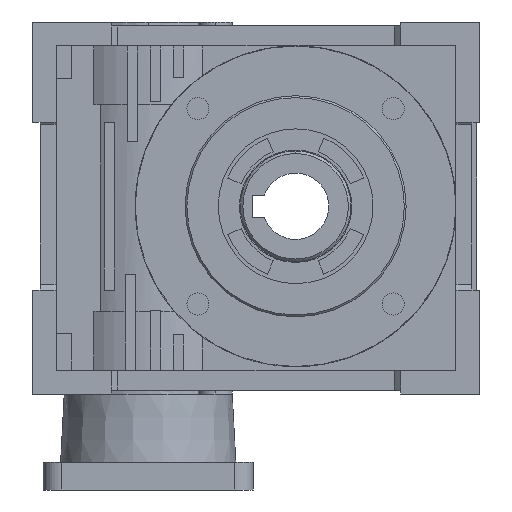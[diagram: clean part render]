
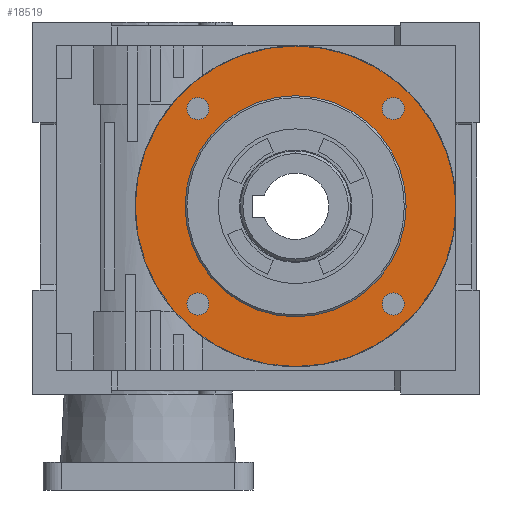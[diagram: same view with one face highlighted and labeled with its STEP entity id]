
A CAD part, left-side view. The second image highlights one B-rep face of the part: STEP entity #18519.
In plain terms, the highlighted planar face has unit normal (-1, 0, 0).
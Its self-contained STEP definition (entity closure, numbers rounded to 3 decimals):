
#15 = ORIENTED_EDGE ( 'NONE', *, *, #7139, .T. ) ;
#289 = DIRECTION ( 'NONE',  ( 0., -1., 0. ) ) ;
#297 = EDGE_LOOP ( 'NONE', ( #22310, #6323 ) ) ;
#314 = VERTEX_POINT ( 'NONE', #5597 ) ;
#704 = CARTESIAN_POINT ( 'NONE',  ( -36.5, 0., 0. ) ) ;
#856 = AXIS2_PLACEMENT_3D ( 'NONE', #13349, #4927, #20525 ) ;
#1122 = AXIS2_PLACEMENT_3D ( 'NONE', #12036, #6733, #5287 ) ;
#1231 = FACE_BOUND ( 'NONE', #20984, .T. ) ;
#1400 = CARTESIAN_POINT ( 'NONE',  ( -36.5, -26.517, -26.517 ) ) ;
#1819 = VERTEX_POINT ( 'NONE', #13784 ) ;
#2065 = AXIS2_PLACEMENT_3D ( 'NONE', #12225, #12002, #15538 ) ;
#2121 = VERTEX_POINT ( 'NONE', #14944 ) ;
#2192 = DIRECTION ( 'NONE',  ( 0., 0., -1. ) ) ;
#2416 = PLANE ( 'NONE',  #4947 ) ;
#2660 = ORIENTED_EDGE ( 'NONE', *, *, #11894, .F. ) ;
#3224 = CIRCLE ( 'NONE', #856, 3. ) ;
#3330 = DIRECTION ( 'NONE',  ( 1., 0., 0. ) ) ;
#3650 = CIRCLE ( 'NONE', #2065, 3. ) ;
#3730 = CIRCLE ( 'NONE', #9485, 3. ) ;
#3964 = AXIS2_PLACEMENT_3D ( 'NONE', #21091, #7229, #289 ) ;
#3970 = CARTESIAN_POINT ( 'NONE',  ( -36.5, -26.517, -23.517 ) ) ;
#3990 = FACE_BOUND ( 'NONE', #5057, .T. ) ;
#4527 = EDGE_LOOP ( 'NONE', ( #19388, #9706 ) ) ;
#4927 = DIRECTION ( 'NONE',  ( 1., 0., 0. ) ) ;
#4947 = AXIS2_PLACEMENT_3D ( 'NONE', #704, #14504, #2192 ) ;
#5057 = EDGE_LOOP ( 'NONE', ( #15, #20004 ) ) ;
#5287 = DIRECTION ( 'NONE',  ( 0., 0., -1. ) ) ;
#5355 = VERTEX_POINT ( 'NONE', #22168 ) ;
#5401 = CARTESIAN_POINT ( 'NONE',  ( -36.5, 0., 0. ) ) ;
#5597 = CARTESIAN_POINT ( 'NONE',  ( -36.5, 0., 30. ) ) ;
#5681 = CARTESIAN_POINT ( 'NONE',  ( -36.5, 26.517, -23.517 ) ) ;
#5777 = ORIENTED_EDGE ( 'NONE', *, *, #19154, .T. ) ;
#5966 = EDGE_CURVE ( 'NONE', #314, #15478, #11677, .T. ) ;
#5978 = DIRECTION ( 'NONE',  ( 1., 0., 0. ) ) ;
#6156 = DIRECTION ( 'NONE',  ( 1., 0., 0. ) ) ;
#6323 = ORIENTED_EDGE ( 'NONE', *, *, #8216, .T. ) ;
#6394 = AXIS2_PLACEMENT_3D ( 'NONE', #20981, #3330, #15656 ) ;
#6432 = FACE_BOUND ( 'NONE', #297, .T. ) ;
#6532 = EDGE_CURVE ( 'NONE', #22435, #20329, #22382, .T. ) ;
#6601 = CIRCLE ( 'NONE', #6394, 3. ) ;
#6687 = EDGE_CURVE ( 'NONE', #5355, #1819, #3224, .T. ) ;
#6733 = DIRECTION ( 'NONE',  ( 1., 0., 0. ) ) ;
#6937 = EDGE_CURVE ( 'NONE', #2121, #12238, #16547, .T. ) ;
#7011 = EDGE_CURVE ( 'NONE', #12001, #17312, #3730, .T. ) ;
#7139 = EDGE_CURVE ( 'NONE', #1819, #5355, #13477, .T. ) ;
#7229 = DIRECTION ( 'NONE',  ( 1., 0., 0. ) ) ;
#7622 = AXIS2_PLACEMENT_3D ( 'NONE', #12855, #5978, #9218 ) ;
#8216 = EDGE_CURVE ( 'NONE', #20329, #22435, #6601, .T. ) ;
#8332 = CARTESIAN_POINT ( 'NONE',  ( -36.5, 26.517, 26.517 ) ) ;
#8461 = CARTESIAN_POINT ( 'NONE',  ( -36.5, 26.517, -29.517 ) ) ;
#8472 = DIRECTION ( 'NONE',  ( 1., 0., 0. ) ) ;
#9218 = DIRECTION ( 'NONE',  ( 0., 1., 0. ) ) ;
#9352 = EDGE_CURVE ( 'NONE', #12238, #2121, #17136, .T. ) ;
#9485 = AXIS2_PLACEMENT_3D ( 'NONE', #8332, #8472, #17102 ) ;
#9596 = CARTESIAN_POINT ( 'NONE',  ( -36.5, 0., 0. ) ) ;
#9706 = ORIENTED_EDGE ( 'NONE', *, *, #7011, .T. ) ;
#10109 = EDGE_CURVE ( 'NONE', #17312, #12001, #15427, .T. ) ;
#10119 = DIRECTION ( 'NONE',  ( 1., 0., 0. ) ) ;
#10367 = AXIS2_PLACEMENT_3D ( 'NONE', #17483, #19565, #10680 ) ;
#10497 = AXIS2_PLACEMENT_3D ( 'NONE', #1400, #10119, #17262 ) ;
#10680 = DIRECTION ( 'NONE',  ( 0., 0., -1. ) ) ;
#11479 = VERTEX_POINT ( 'NONE', #15215 ) ;
#11517 = DIRECTION ( 'NONE',  ( 0., 0., -1. ) ) ;
#11558 = CARTESIAN_POINT ( 'NONE',  ( -36.5, 0., 0. ) ) ;
#11677 = CIRCLE ( 'NONE', #20295, 30. ) ;
#11894 = EDGE_CURVE ( 'NONE', #15478, #314, #18845, .T. ) ;
#12001 = VERTEX_POINT ( 'NONE', #20133 ) ;
#12002 = DIRECTION ( 'NONE',  ( 1., 0., 0. ) ) ;
#12036 = CARTESIAN_POINT ( 'NONE',  ( -36.5, 26.517, 26.517 ) ) ;
#12225 = CARTESIAN_POINT ( 'NONE',  ( -36.5, -26.517, -26.517 ) ) ;
#12238 = VERTEX_POINT ( 'NONE', #21962 ) ;
#12332 = ORIENTED_EDGE ( 'NONE', *, *, #6937, .F. ) ;
#12855 = CARTESIAN_POINT ( 'NONE',  ( -36.5, -26.517, 26.517 ) ) ;
#13349 = CARTESIAN_POINT ( 'NONE',  ( -36.5, -26.517, 26.517 ) ) ;
#13477 = CIRCLE ( 'NONE', #7622, 3. ) ;
#13495 = EDGE_CURVE ( 'NONE', #18035, #11479, #19300, .T. ) ;
#13744 = FACE_BOUND ( 'NONE', #4527, .T. ) ;
#13784 = CARTESIAN_POINT ( 'NONE',  ( -36.5, -26.517, 29.517 ) ) ;
#14504 = DIRECTION ( 'NONE',  ( -1., 0., 0. ) ) ;
#14604 = CARTESIAN_POINT ( 'NONE',  ( -36.5, 26.517, 29.517 ) ) ;
#14870 = FACE_OUTER_BOUND ( 'NONE', #16311, .T. ) ;
#14944 = CARTESIAN_POINT ( 'NONE',  ( -36.5, 0., -43.51 ) ) ;
#15215 = CARTESIAN_POINT ( 'NONE',  ( -36.5, -26.517, -29.517 ) ) ;
#15427 = CIRCLE ( 'NONE', #1122, 3. ) ;
#15478 = VERTEX_POINT ( 'NONE', #20882 ) ;
#15538 = DIRECTION ( 'NONE',  ( 0., 0., 1. ) ) ;
#15656 = DIRECTION ( 'NONE',  ( 0., -1., 0. ) ) ;
#16311 = EDGE_LOOP ( 'NONE', ( #12332, #21468 ) ) ;
#16547 = CIRCLE ( 'NONE', #20068, 43.51 ) ;
#16855 = DIRECTION ( 'NONE',  ( 0., 0., 1. ) ) ;
#17102 = DIRECTION ( 'NONE',  ( 0., 0., -1. ) ) ;
#17136 = CIRCLE ( 'NONE', #10367, 43.51 ) ;
#17262 = DIRECTION ( 'NONE',  ( 0., 0., 1. ) ) ;
#17312 = VERTEX_POINT ( 'NONE', #14604 ) ;
#17483 = CARTESIAN_POINT ( 'NONE',  ( -36.5, 0., 0. ) ) ;
#17583 = DIRECTION ( 'NONE',  ( 0., 0., 1. ) ) ;
#18035 = VERTEX_POINT ( 'NONE', #3970 ) ;
#18475 = DIRECTION ( 'NONE',  ( -1., 0., 0. ) ) ;
#18519 = ADVANCED_FACE ( 'NONE', ( #21475, #1231, #13744, #14870, #6432, #3990 ), #2416, .T. ) ;
#18845 = CIRCLE ( 'NONE', #22248, 30. ) ;
#18911 = EDGE_LOOP ( 'NONE', ( #2660, #22568 ) ) ;
#19154 = EDGE_CURVE ( 'NONE', #11479, #18035, #3650, .T. ) ;
#19300 = CIRCLE ( 'NONE', #10497, 3. ) ;
#19388 = ORIENTED_EDGE ( 'NONE', *, *, #10109, .T. ) ;
#19565 = DIRECTION ( 'NONE',  ( 1., 0., 0. ) ) ;
#20004 = ORIENTED_EDGE ( 'NONE', *, *, #6687, .T. ) ;
#20068 = AXIS2_PLACEMENT_3D ( 'NONE', #9596, #6156, #11517 ) ;
#20133 = CARTESIAN_POINT ( 'NONE',  ( -36.5, 26.517, 23.517 ) ) ;
#20295 = AXIS2_PLACEMENT_3D ( 'NONE', #11558, #18475, #16855 ) ;
#20329 = VERTEX_POINT ( 'NONE', #8461 ) ;
#20525 = DIRECTION ( 'NONE',  ( 0., 1., 0. ) ) ;
#20882 = CARTESIAN_POINT ( 'NONE',  ( -36.5, 0., -30. ) ) ;
#20922 = ORIENTED_EDGE ( 'NONE', *, *, #13495, .T. ) ;
#20981 = CARTESIAN_POINT ( 'NONE',  ( -36.5, 26.517, -26.517 ) ) ;
#20984 = EDGE_LOOP ( 'NONE', ( #20922, #5777 ) ) ;
#21091 = CARTESIAN_POINT ( 'NONE',  ( -36.5, 26.517, -26.517 ) ) ;
#21224 = DIRECTION ( 'NONE',  ( -1., 0., 0. ) ) ;
#21468 = ORIENTED_EDGE ( 'NONE', *, *, #9352, .F. ) ;
#21475 = FACE_BOUND ( 'NONE', #18911, .T. ) ;
#21962 = CARTESIAN_POINT ( 'NONE',  ( -36.5, 0., 43.51 ) ) ;
#22168 = CARTESIAN_POINT ( 'NONE',  ( -36.5, -26.517, 23.517 ) ) ;
#22248 = AXIS2_PLACEMENT_3D ( 'NONE', #5401, #21224, #17583 ) ;
#22310 = ORIENTED_EDGE ( 'NONE', *, *, #6532, .T. ) ;
#22382 = CIRCLE ( 'NONE', #3964, 3. ) ;
#22435 = VERTEX_POINT ( 'NONE', #5681 ) ;
#22568 = ORIENTED_EDGE ( 'NONE', *, *, #5966, .F. ) ;
